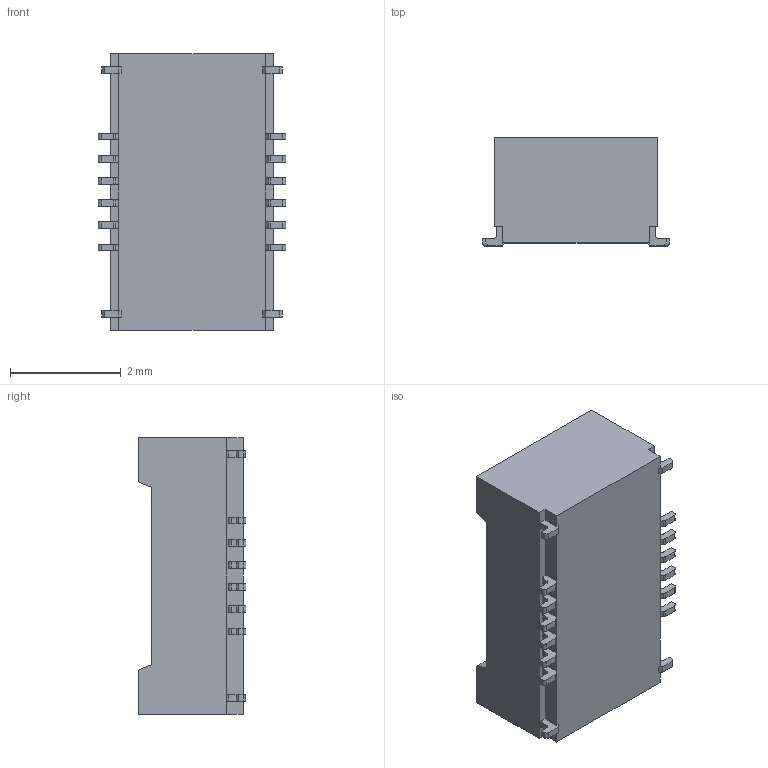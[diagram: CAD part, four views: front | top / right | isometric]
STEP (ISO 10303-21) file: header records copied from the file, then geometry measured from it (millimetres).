
FILE_DESCRIPTION(('CoCreate Modeling STEP Export'),'2;1');
FILE_NAME('DF40B(2.0)-12DS-0.4V.stp','2014-10-31T14:15:55',(''),(''),'CoCreate Modeling STEP processor for AP214 (Solid Model)','CoCreate Modeling 17.0 01-Apr-2010 (C) Parametric Technology GmbH','');
FILE_SCHEMA(('AUTOMOTIVE_DESIGN { 1 0 10303 214 1 1 1 1 }'));
Length unit declared in the file: millimetre
Products named in the file (1): DF40B(2.0)-12DS-0.4V
Bounding box: 3.38 x 1.95 x 5 mm (x, y, z)
Volume: 20.4 mm3; surface area: 78.5 mm2
Topology: 1 solids, 1 shells, 399 faces, 1092 edges, 720 vertices
Faces by surface type: plane 295, cylinder 104
Entity records: 12234 total; most frequent: ORIENTED_EDGE 2184, CARTESIAN_POINT 2146, DIRECTION 1968, EDGE_CURVE 1092, VECTOR 884, LINE 884, VERTEX_POINT 720, AXIS2_PLACEMENT_3D 542
